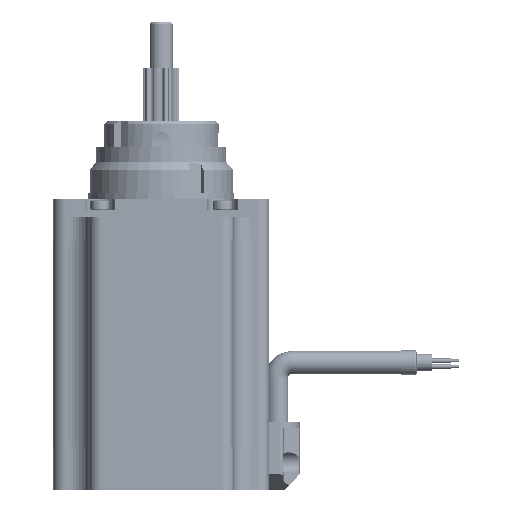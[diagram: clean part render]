
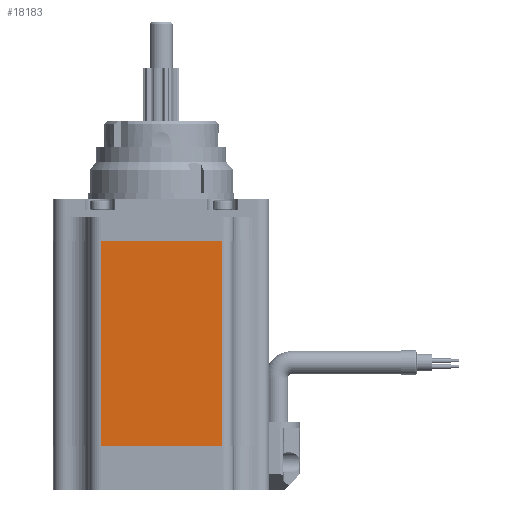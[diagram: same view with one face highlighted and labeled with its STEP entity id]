
A CAD part, left-side view. The second image highlights one B-rep face of the part: STEP entity #18183.
In plain terms, the highlighted face is planar.
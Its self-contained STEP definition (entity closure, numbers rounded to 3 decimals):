
#2583 = VERTEX_POINT ( 'NONE', #80593 ) ;
#6616 = VERTEX_POINT ( 'NONE', #28181 ) ;
#8050 = ORIENTED_EDGE ( 'NONE', *, *, #69303, .T. ) ;
#8462 = VERTEX_POINT ( 'NONE', #80707 ) ;
#11944 = CARTESIAN_POINT ( 'NONE',  ( 28.12, -15.75, 53.5 ) ) ;
#14605 = VECTOR ( 'NONE', #46840, 1000. ) ;
#15064 = DIRECTION ( 'NONE',  ( 0., 1., 0. ) ) ;
#15762 = ORIENTED_EDGE ( 'NONE', *, *, #64208, .F. ) ;
#16926 = CARTESIAN_POINT ( 'NONE',  ( 28.12, 15.75, 53.5 ) ) ;
#18183 = ADVANCED_FACE ( 'NONE', ( #60375 ), #95293, .F. ) ;
#18267 = ORIENTED_EDGE ( 'NONE', *, *, #46105, .F. ) ;
#20317 = EDGE_LOOP ( 'NONE', ( #77332, #15762, #18267, #8050 ) ) ;
#26328 = CARTESIAN_POINT ( 'NONE',  ( 28.12, 15.75, 53.5 ) ) ;
#28181 = CARTESIAN_POINT ( 'NONE',  ( 28.12, 15.75, 0. ) ) ;
#28355 = DIRECTION ( 'NONE',  ( 0., 0., 1. ) ) ;
#29131 = LINE ( 'NONE', #11944, #14605 ) ;
#30530 = CARTESIAN_POINT ( 'NONE',  ( 28.12, -15.75, 53.5 ) ) ;
#31202 = VERTEX_POINT ( 'NONE', #30530 ) ;
#37033 = EDGE_CURVE ( 'NONE', #2583, #6616, #107675, .T. ) ;
#38335 = AXIS2_PLACEMENT_3D ( 'NONE', #16926, #51802, #28355 ) ;
#46105 = EDGE_CURVE ( 'NONE', #31202, #8462, #110005, .T. ) ;
#46840 = DIRECTION ( 'NONE',  ( 0., 0., -1. ) ) ;
#51802 = DIRECTION ( 'NONE',  ( -1., 0., 0. ) ) ;
#60375 = FACE_OUTER_BOUND ( 'NONE', #20317, .T. ) ;
#61196 = DIRECTION ( 'NONE',  ( 0., 0., -1. ) ) ;
#64208 = EDGE_CURVE ( 'NONE', #8462, #6616, #104667, .T. ) ;
#69303 = EDGE_CURVE ( 'NONE', #31202, #2583, #29131, .T. ) ;
#77332 = ORIENTED_EDGE ( 'NONE', *, *, #37033, .T. ) ;
#80593 = CARTESIAN_POINT ( 'NONE',  ( 28.12, -15.75, 0. ) ) ;
#80707 = CARTESIAN_POINT ( 'NONE',  ( 28.12, 15.75, 53.5 ) ) ;
#81226 = VECTOR ( 'NONE', #61196, 1000. ) ;
#83294 = VECTOR ( 'NONE', #98555, 1000. ) ;
#83716 = CARTESIAN_POINT ( 'NONE',  ( 28.12, 15.75, 53.5 ) ) ;
#90535 = VECTOR ( 'NONE', #15064, 1000. ) ;
#95293 = PLANE ( 'NONE',  #38335 ) ;
#98555 = DIRECTION ( 'NONE',  ( 0., 1., 0. ) ) ;
#104667 = LINE ( 'NONE', #26328, #81226 ) ;
#107675 = LINE ( 'NONE', #108243, #83294 ) ;
#108243 = CARTESIAN_POINT ( 'NONE',  ( 28.12, 15.75, 0. ) ) ;
#110005 = LINE ( 'NONE', #83716, #90535 ) ;
